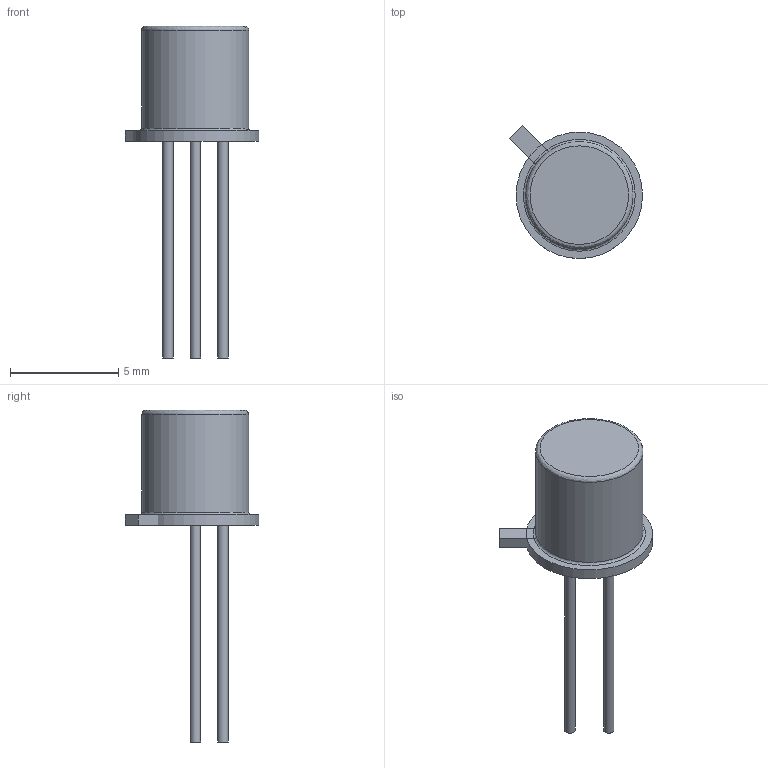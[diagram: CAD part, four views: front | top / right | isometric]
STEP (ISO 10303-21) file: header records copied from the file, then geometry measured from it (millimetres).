
FILE_DESCRIPTION(('FreeCAD Model'),'2;1');
FILE_NAME('TO-18_3Pin.stp','2016-10-18T18:29:45',('Author'),(''), 'Open CASCADE STEP processor 6.8','FreeCAD','Unknown');
FILE_SCHEMA(('AUTOMOTIVE_DESIGN_CC2 { 1 2 10303 214 -1 1 5 4 }'));
Length unit declared in the file: millimetre
Products named in the file (10): ASSEMBLY; Pad; Sketch; Sketch001; Sketch003; Sketch004; Revolution; Pad003; Pad004; Pad002
Assembly tree (9 placements, depth 2):
  ASSEMBLY
    Pad
    Sketch
    Sketch001
    Sketch003
    Sketch004
    Revolution
    Pad003
    Pad004
    Pad002
Bounding box: 6.15 x 6.15 x 15.33 mm (x, y, z)
Volume: 113.5 mm3; surface area: 194.1 mm2
Topology: 5 solids, 5 shells, 22 faces, 46 edges, 46 vertices
Faces by surface type: plane 14, cylinder 5, revolution 2, cone 1
Full cylindrical faces by diameter (mm): 0.48 x3, 4.95 x1, 5.84 x1
Entity records: 1283 total; most frequent: CARTESIAN_POINT 228, DIRECTION 188, LINE 84, VECTOR 84, ORIENTED_EDGE 64, PCURVE 64, DEFINITIONAL_REPRESENTATION 64, AXIS2_PLACEMENT_3D 50
